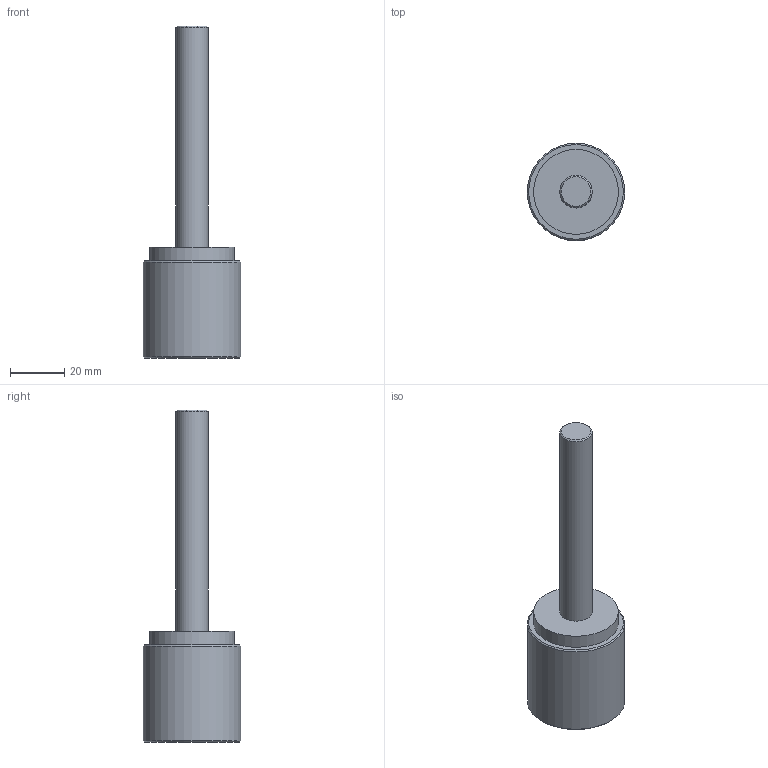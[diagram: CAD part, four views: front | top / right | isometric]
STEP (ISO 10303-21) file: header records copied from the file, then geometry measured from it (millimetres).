
FILE_DESCRIPTION(/* description */ (''),/* implementation_level */ '2;1');
FILE_NAME(/* name */ 'coring tool def v2.step',/* time_stamp */ '2020-12-31T17:55:45+01:00',/* author */ (''),/* organization */ (''),/* preprocessor_version */ 'ST-DEVELOPER v18.1',/* originating_system */ 'Autodesk Translation Framework v9.7.1.1290',/* authorisation */ '');
FILE_SCHEMA (('AUTOMOTIVE_DESIGN { 1 0 10303 214 3 1 1 }'));
Length unit declared in the file: millimetre
Products named in the file (1): coring tool def
Bounding box: 36 x 36 x 122.8 mm (x, y, z)
Volume: 49734.2 mm3; surface area: 9606 mm2
Topology: 1 solids, 1 shells, 10 faces, 15 edges, 9 vertices
Faces by surface type: plane 4, cone 3, cylinder 3
Full cylindrical faces by diameter (mm): 12 x1, 31.4 x1, 36 x1
Entity records: 264 total; most frequent: DIRECTION 46, CARTESIAN_POINT 35, ORIENTED_EDGE 30, AXIS2_PLACEMENT_3D 20, EDGE_CURVE 15, EDGE_LOOP 12, FACE_OUTER_BOUND 10, ADVANCED_FACE 10
